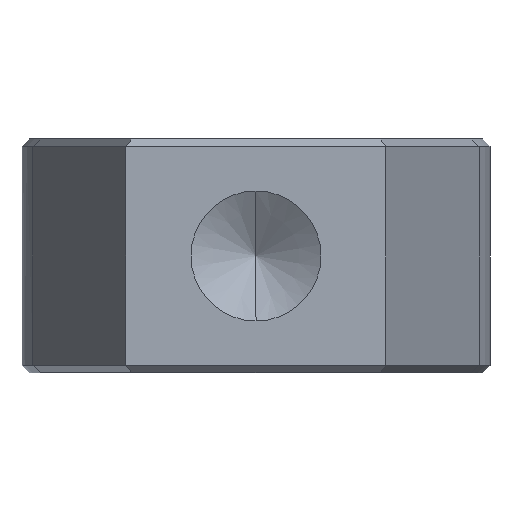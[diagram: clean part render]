
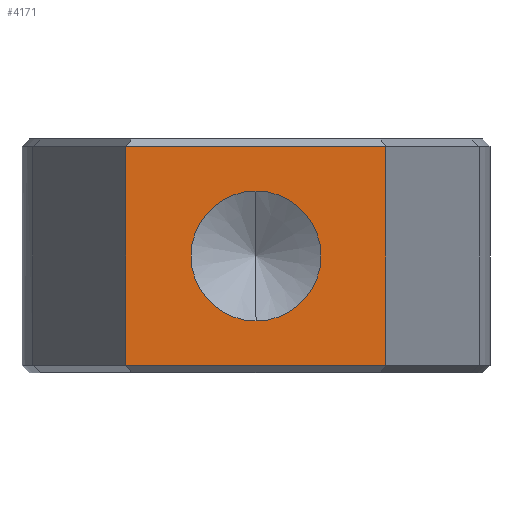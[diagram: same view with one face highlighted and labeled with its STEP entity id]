
A CAD part, front view. The second image highlights one B-rep face of the part: STEP entity #4171.
In plain terms, the highlighted planar face has unit normal (0, -1, 0).
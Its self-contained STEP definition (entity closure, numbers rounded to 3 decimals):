
#244 = EDGE_CURVE ( 'NONE', #7064, #691, #5234, .T. ) ;
#266 = CARTESIAN_POINT ( 'NONE',  ( 5., -14., -0.3 ) ) ;
#341 = ORIENTED_EDGE ( 'NONE', *, *, #244, .T. ) ;
#361 = EDGE_LOOP ( 'NONE', ( #9664, #6967, #5495, #341 ) ) ;
#691 = VERTEX_POINT ( 'NONE', #2581 ) ;
#744 = CARTESIAN_POINT ( 'NONE',  ( 0., -14., -2. ) ) ;
#863 = VERTEX_POINT ( 'NONE', #7063 ) ;
#904 = VECTOR ( 'NONE', #7690, 1000. ) ;
#948 = LINE ( 'NONE', #3711, #3882 ) ;
#1015 = CARTESIAN_POINT ( 'NONE',  ( 0., -14., -4.5 ) ) ;
#1192 = LINE ( 'NONE', #4137, #904 ) ;
#1237 = EDGE_CURVE ( 'NONE', #7968, #10424, #5110, .T. ) ;
#1692 = CARTESIAN_POINT ( 'NONE',  ( -5., -14., -8.7 ) ) ;
#1874 = DIRECTION ( 'NONE',  ( 1., 0., 0. ) ) ;
#2050 = AXIS2_PLACEMENT_3D ( 'NONE', #1015, #5400, #7009 ) ;
#2581 = CARTESIAN_POINT ( 'NONE',  ( 5., -14., -8.7 ) ) ;
#3309 = FACE_OUTER_BOUND ( 'NONE', #361, .T. ) ;
#3314 = EDGE_LOOP ( 'NONE', ( #3712, #6604 ) ) ;
#3333 = DIRECTION ( 'NONE',  ( 0., -1., 0. ) ) ;
#3711 = CARTESIAN_POINT ( 'NONE',  ( -5., -14., -9. ) ) ;
#3712 = ORIENTED_EDGE ( 'NONE', *, *, #7745, .F. ) ;
#3790 = DIRECTION ( 'NONE',  ( 0., 1., 0. ) ) ;
#3882 = VECTOR ( 'NONE', #6150, 1000. ) ;
#4137 = CARTESIAN_POINT ( 'NONE',  ( 5., -14., -9. ) ) ;
#4171 = ADVANCED_FACE ( 'NONE', ( #10319, #3309 ), #8052, .F. ) ;
#4425 = EDGE_CURVE ( 'NONE', #691, #863, #1192, .T. ) ;
#4495 = CARTESIAN_POINT ( 'NONE',  ( 5., -14., -8.7 ) ) ;
#5110 = CIRCLE ( 'NONE', #9358, 2.5 ) ;
#5234 = LINE ( 'NONE', #4495, #5878 ) ;
#5399 = EDGE_CURVE ( 'NONE', #7064, #8705, #948, .T. ) ;
#5400 = DIRECTION ( 'NONE',  ( 0., -1., 0. ) ) ;
#5495 = ORIENTED_EDGE ( 'NONE', *, *, #5399, .F. ) ;
#5816 = CARTESIAN_POINT ( 'NONE',  ( -5., -14., -0.3 ) ) ;
#5859 = AXIS2_PLACEMENT_3D ( 'NONE', #8951, #3790, #7300 ) ;
#5878 = VECTOR ( 'NONE', #1874, 1000. ) ;
#6150 = DIRECTION ( 'NONE',  ( 0., 0., 1. ) ) ;
#6604 = ORIENTED_EDGE ( 'NONE', *, *, #1237, .F. ) ;
#6967 = ORIENTED_EDGE ( 'NONE', *, *, #7249, .T. ) ;
#7009 = DIRECTION ( 'NONE',  ( 0., 0., 1. ) ) ;
#7063 = CARTESIAN_POINT ( 'NONE',  ( 5., -14., -0.3 ) ) ;
#7064 = VERTEX_POINT ( 'NONE', #1692 ) ;
#7249 = EDGE_CURVE ( 'NONE', #863, #8705, #9848, .T. ) ;
#7300 = DIRECTION ( 'NONE',  ( 0., 0., -1. ) ) ;
#7690 = DIRECTION ( 'NONE',  ( 0., 0., 1. ) ) ;
#7745 = EDGE_CURVE ( 'NONE', #10424, #7968, #9408, .T. ) ;
#7792 = CARTESIAN_POINT ( 'NONE',  ( 0., -14., -4.5 ) ) ;
#7968 = VERTEX_POINT ( 'NONE', #10957 ) ;
#8011 = DIRECTION ( 'NONE',  ( -1., 0., 0. ) ) ;
#8052 = PLANE ( 'NONE',  #5859 ) ;
#8705 = VERTEX_POINT ( 'NONE', #5816 ) ;
#8951 = CARTESIAN_POINT ( 'NONE',  ( 5., -14., -9. ) ) ;
#9358 = AXIS2_PLACEMENT_3D ( 'NONE', #7792, #3333, #10382 ) ;
#9408 = CIRCLE ( 'NONE', #2050, 2.5 ) ;
#9571 = VECTOR ( 'NONE', #8011, 1000. ) ;
#9664 = ORIENTED_EDGE ( 'NONE', *, *, #4425, .T. ) ;
#9848 = LINE ( 'NONE', #266, #9571 ) ;
#10319 = FACE_BOUND ( 'NONE', #3314, .T. ) ;
#10382 = DIRECTION ( 'NONE',  ( 0., 0., 1. ) ) ;
#10424 = VERTEX_POINT ( 'NONE', #744 ) ;
#10957 = CARTESIAN_POINT ( 'NONE',  ( 0., -14., -7. ) ) ;
